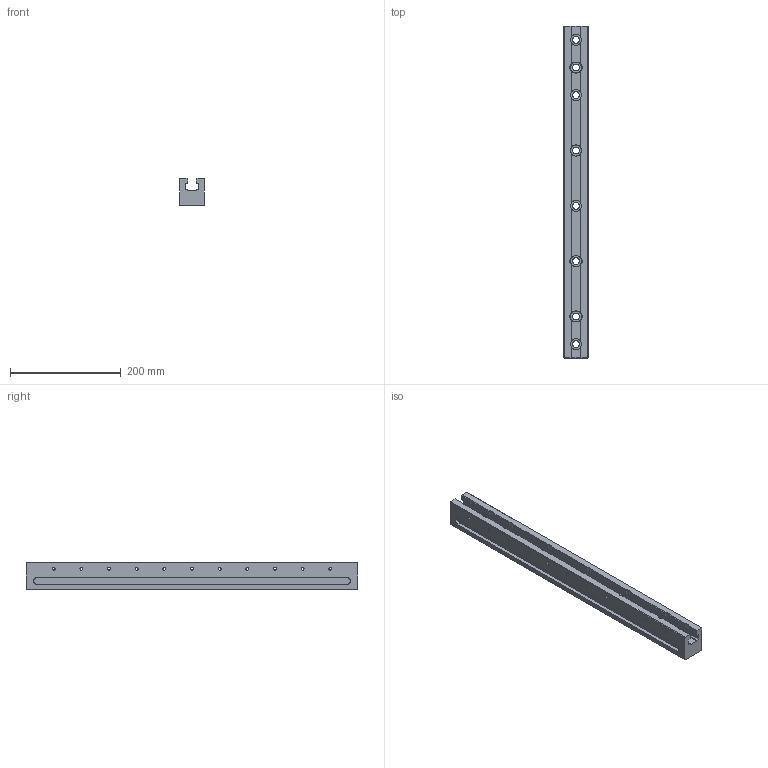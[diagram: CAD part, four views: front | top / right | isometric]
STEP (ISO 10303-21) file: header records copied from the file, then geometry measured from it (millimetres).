
FILE_DESCRIPTION(/* description */ (''),/* implementation_level */ '2;1');
FILE_NAME(/* name */ 'RM-600.stp',/* time_stamp */ '2014-12-08T06:56:43+02:00',/* author */ ('tuuja'),/* organization */ (''),/* preprocessor_version */ 'ST-DEVELOPER v15.6',/* originating_system */ 'Autodesk Inventor 2015',/* authorisation */ '');
FILE_SCHEMA (('AUTOMOTIVE_DESIGN { 1 0 10303 214 3 1 1 }'));
Length unit declared in the file: millimetre
Products named in the file (1): RM-600
Bounding box: 44 x 600 x 50 mm (x, y, z)
Volume: 902748.8 mm3; surface area: 177541.2 mm2
Topology: 1 solids, 1 shells, 180 faces, 585 edges, 387 vertices
Faces by surface type: plane 94, cylinder 58, cone 28
Full cylindrical faces by diameter (mm): 4.917 x22, 12 x2, 12.5 x6, 20 x8
Entity records: 6299 total; most frequent: CARTESIAN_POINT 1129, DIRECTION 1030, ORIENTED_EDGE 1028, EDGE_CURVE 514, AXIS2_PLACEMENT_3D 369, VERTEX_POINT 354, LINE 292, VECTOR 292
